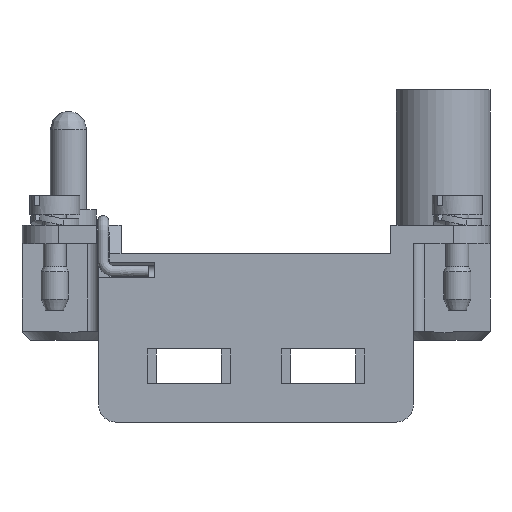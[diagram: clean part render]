
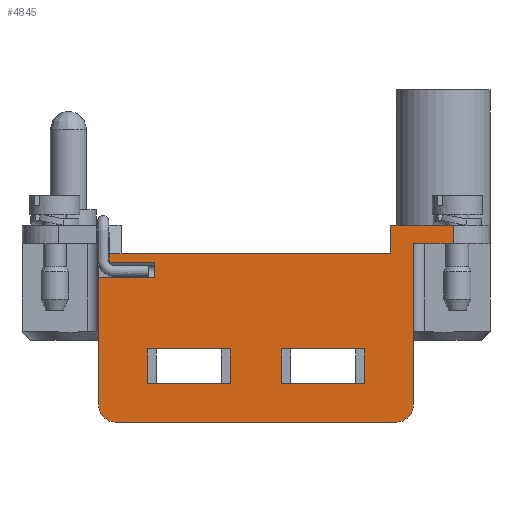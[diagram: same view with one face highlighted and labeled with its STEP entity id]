
A CAD part, front view. The second image highlights one B-rep face of the part: STEP entity #4845.
In plain terms, the highlighted planar face has unit normal (0, -1, 0).
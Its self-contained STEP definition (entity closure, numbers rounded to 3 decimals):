
#3246=LINE('',#18276,#4144);
#3336=LINE('',#18613,#4234);
#3337=LINE('',#18615,#4235);
#3338=LINE('',#18618,#4236);
#3339=LINE('',#18620,#4237);
#3340=LINE('',#18622,#4238);
#3341=LINE('',#18623,#4239);
#3342=LINE('',#18626,#4240);
#3343=LINE('',#18628,#4241);
#3344=LINE('',#18630,#4242);
#3345=LINE('',#18631,#4243);
#3346=LINE('',#18633,#4244);
#3347=LINE('',#18635,#4245);
#3348=LINE('',#18637,#4246);
#3349=LINE('',#18639,#4247);
#3350=LINE('',#18643,#4248);
#3351=LINE('',#18647,#4249);
#3352=LINE('',#18649,#4250);
#3353=LINE('',#18651,#4251);
#3354=LINE('',#18653,#4252);
#3355=LINE('',#18654,#4253);
#3356=LINE('',#18656,#4254);
#4144=VECTOR('',#14481,1.);
#4234=VECTOR('',#14663,1.);
#4235=VECTOR('',#14666,1.);
#4236=VECTOR('',#14667,1.);
#4237=VECTOR('',#14668,1.);
#4238=VECTOR('',#14669,1.);
#4239=VECTOR('',#14670,1.);
#4240=VECTOR('',#14671,1.);
#4241=VECTOR('',#14672,1.);
#4242=VECTOR('',#14673,1.);
#4243=VECTOR('',#14674,1.);
#4244=VECTOR('',#14675,1.);
#4245=VECTOR('',#14676,1.);
#4246=VECTOR('',#14677,1.);
#4247=VECTOR('',#14678,1.);
#4248=VECTOR('',#14681,1.);
#4249=VECTOR('',#14684,1.);
#4250=VECTOR('',#14685,1.);
#4251=VECTOR('',#14686,1.);
#4252=VECTOR('',#14687,1.);
#4253=VECTOR('',#14688,1.);
#4254=VECTOR('',#14689,1.);
#4845=ADVANCED_FACE('',(#5616,#5617,#5618),#5321,.F.);
#5321=PLANE('',#12979);
#5616=FACE_BOUND('',#6025,.T.);
#5617=FACE_BOUND('',#6026,.T.);
#5618=FACE_BOUND('',#6027,.T.);
#6025=EDGE_LOOP('',(#7839,#7840,#7841,#7842));
#6026=EDGE_LOOP('',(#7843,#7844,#7845,#7846));
#6027=EDGE_LOOP('',(#7847,#7848,#7849,#7850,#7851,#7852,#7853,#7854,#7855,
#7856,#7857,#7858,#7859,#7860,#7861,#7862));
#7839=ORIENTED_EDGE('',*,*,#11276,.T.);
#7840=ORIENTED_EDGE('',*,*,#11277,.T.);
#7841=ORIENTED_EDGE('',*,*,#11278,.T.);
#7842=ORIENTED_EDGE('',*,*,#11279,.T.);
#7843=ORIENTED_EDGE('',*,*,#11280,.T.);
#7844=ORIENTED_EDGE('',*,*,#11281,.T.);
#7845=ORIENTED_EDGE('',*,*,#11282,.T.);
#7846=ORIENTED_EDGE('',*,*,#11283,.T.);
#7847=ORIENTED_EDGE('',*,*,#11284,.F.);
#7848=ORIENTED_EDGE('',*,*,#11275,.F.);
#7849=ORIENTED_EDGE('',*,*,#11285,.T.);
#7850=ORIENTED_EDGE('',*,*,#11286,.F.);
#7851=ORIENTED_EDGE('',*,*,#11287,.F.);
#7852=ORIENTED_EDGE('',*,*,#11288,.T.);
#7853=ORIENTED_EDGE('',*,*,#11289,.T.);
#7854=ORIENTED_EDGE('',*,*,#11290,.T.);
#7855=ORIENTED_EDGE('',*,*,#11291,.T.);
#7856=ORIENTED_EDGE('',*,*,#11292,.F.);
#7857=ORIENTED_EDGE('',*,*,#11293,.F.);
#7858=ORIENTED_EDGE('',*,*,#11294,.F.);
#7859=ORIENTED_EDGE('',*,*,#11295,.T.);
#7860=ORIENTED_EDGE('',*,*,#11144,.T.);
#7861=ORIENTED_EDGE('',*,*,#11296,.F.);
#7862=ORIENTED_EDGE('',*,*,#11297,.F.);
#9906=VERTEX_POINT('',#18275);
#9907=VERTEX_POINT('',#18277);
#10018=VERTEX_POINT('',#18604);
#10022=VERTEX_POINT('',#18612);
#10023=VERTEX_POINT('',#18616);
#10024=VERTEX_POINT('',#18617);
#10025=VERTEX_POINT('',#18619);
#10026=VERTEX_POINT('',#18621);
#10027=VERTEX_POINT('',#18624);
#10028=VERTEX_POINT('',#18625);
#10029=VERTEX_POINT('',#18627);
#10030=VERTEX_POINT('',#18629);
#10031=VERTEX_POINT('',#18632);
#10032=VERTEX_POINT('',#18634);
#10033=VERTEX_POINT('',#18636);
#10034=VERTEX_POINT('',#18638);
#10035=VERTEX_POINT('',#18640);
#10036=VERTEX_POINT('',#18642);
#10037=VERTEX_POINT('',#18644);
#10038=VERTEX_POINT('',#18646);
#10039=VERTEX_POINT('',#18648);
#10040=VERTEX_POINT('',#18650);
#10041=VERTEX_POINT('',#18652);
#10042=VERTEX_POINT('',#18655);
#11144=EDGE_CURVE('',#9907,#9906,#3246,.T.);
#11275=EDGE_CURVE('',#10022,#10018,#3336,.T.);
#11276=EDGE_CURVE('',#10023,#10024,#3337,.T.);
#11277=EDGE_CURVE('',#10024,#10025,#3338,.T.);
#11278=EDGE_CURVE('',#10025,#10026,#3339,.T.);
#11279=EDGE_CURVE('',#10026,#10023,#3340,.T.);
#11280=EDGE_CURVE('',#10027,#10028,#3341,.T.);
#11281=EDGE_CURVE('',#10028,#10029,#3342,.T.);
#11282=EDGE_CURVE('',#10029,#10030,#3343,.T.);
#11283=EDGE_CURVE('',#10030,#10027,#3344,.T.);
#11284=EDGE_CURVE('',#10018,#10031,#3345,.T.);
#11285=EDGE_CURVE('',#10022,#10032,#3346,.T.);
#11286=EDGE_CURVE('',#10033,#10032,#3347,.T.);
#11287=EDGE_CURVE('',#10034,#10033,#3348,.T.);
#11288=EDGE_CURVE('',#10034,#10035,#3349,.T.);
#11289=EDGE_CURVE('',#10035,#10036,#12151,.T.);
#11290=EDGE_CURVE('',#10036,#10037,#3350,.T.);
#11291=EDGE_CURVE('',#10037,#10038,#12152,.T.);
#11292=EDGE_CURVE('',#10039,#10038,#3351,.T.);
#11293=EDGE_CURVE('',#10040,#10039,#3352,.T.);
#11294=EDGE_CURVE('',#10041,#10040,#3353,.T.);
#11295=EDGE_CURVE('',#10041,#9907,#3354,.T.);
#11296=EDGE_CURVE('',#10042,#9906,#3355,.T.);
#11297=EDGE_CURVE('',#10031,#10042,#3356,.T.);
#12151=CIRCLE('',#12977,1.88);
#12152=CIRCLE('',#12978,1.88);
#12977=AXIS2_PLACEMENT_3D('',#18641,#14679,#14680);
#12978=AXIS2_PLACEMENT_3D('',#18645,#14682,#14683);
#12979=AXIS2_PLACEMENT_3D('',#18657,#14690,#14691);
#14481=DIRECTION('',(-1.,0.,0.));
#14663=DIRECTION('',(0.,0.,1.));
#14666=DIRECTION('',(0.,0.,1.));
#14667=DIRECTION('',(1.,0.,0.));
#14668=DIRECTION('',(0.,0.,-1.));
#14669=DIRECTION('',(-1.,0.,0.));
#14670=DIRECTION('',(0.,0.,1.));
#14671=DIRECTION('',(1.,0.,0.));
#14672=DIRECTION('',(0.,0.,-1.));
#14673=DIRECTION('',(-1.,0.,0.));
#14674=DIRECTION('',(1.,0.,0.));
#14675=DIRECTION('',(1.,0.,0.));
#14676=DIRECTION('',(0.,0.,1.));
#14677=DIRECTION('',(1.,0.,0.));
#14678=DIRECTION('',(0.,0.,-1.));
#14679=DIRECTION('',(0.,-1.,0.));
#14680=DIRECTION('',(-1.,0.,0.));
#14681=DIRECTION('',(1.,0.,0.));
#14682=DIRECTION('',(0.,-1.,0.));
#14683=DIRECTION('',(-1.,0.,0.));
#14684=DIRECTION('',(0.,0.,-1.));
#14685=DIRECTION('',(-1.,0.,0.));
#14686=DIRECTION('',(-1.,0.,0.));
#14687=DIRECTION('',(0.,0.,1.));
#14688=DIRECTION('',(0.,0.,1.));
#14689=DIRECTION('',(1.,0.,0.));
#14690=DIRECTION('',(0.,1.,0.));
#14691=DIRECTION('',(0.,0.,-1.));
#18275=CARTESIAN_POINT('',(14.655,-17.2,2.));
#18276=CARTESIAN_POINT('',(14.655,-17.2,2.));
#18277=CARTESIAN_POINT('',(21.48,-17.2,2.));
#18604=CARTESIAN_POINT('',(-16.145,-17.2,-1.1));
#18612=CARTESIAN_POINT('',(-16.145,-17.2,-2.037));
#18613=CARTESIAN_POINT('',(-16.145,-17.2,2.));
#18615=CARTESIAN_POINT('',(-11.995,-17.2,-19.5));
#18616=CARTESIAN_POINT('',(-11.995,-17.2,-15.3));
#18617=CARTESIAN_POINT('',(-11.995,-17.2,-11.5));
#18618=CARTESIAN_POINT('',(-17.295,-17.2,-11.5));
#18619=CARTESIAN_POINT('',(-2.895,-17.2,-11.5));
#18620=CARTESIAN_POINT('',(-2.895,-17.2,-19.5));
#18621=CARTESIAN_POINT('',(-2.895,-17.2,-15.3));
#18622=CARTESIAN_POINT('',(-17.295,-17.2,-15.3));
#18623=CARTESIAN_POINT('',(2.705,-17.2,-19.5));
#18624=CARTESIAN_POINT('',(2.705,-17.2,-15.3));
#18625=CARTESIAN_POINT('',(2.705,-17.2,-11.5));
#18626=CARTESIAN_POINT('',(-17.295,-17.2,-11.5));
#18627=CARTESIAN_POINT('',(11.805,-17.2,-11.5));
#18628=CARTESIAN_POINT('',(11.805,-17.2,-19.5));
#18629=CARTESIAN_POINT('',(11.805,-17.2,-15.3));
#18630=CARTESIAN_POINT('',(-17.295,-17.2,-15.3));
#18631=CARTESIAN_POINT('',(-17.495,-17.2,-1.1));
#18632=CARTESIAN_POINT('',(-14.845,-17.2,-1.1));
#18633=CARTESIAN_POINT('',(-17.495,-17.2,-2.037));
#18634=CARTESIAN_POINT('',(-11.145,-17.2,-2.037));
#18635=CARTESIAN_POINT('',(-11.145,-17.2,-3.7));
#18636=CARTESIAN_POINT('',(-11.145,-17.2,-3.7));
#18637=CARTESIAN_POINT('',(-16.145,-17.2,-3.7));
#18638=CARTESIAN_POINT('',(-17.295,-17.2,-3.7));
#18639=CARTESIAN_POINT('',(-17.295,-17.2,-3.816));
#18640=CARTESIAN_POINT('',(-17.295,-17.2,-17.62));
#18641=CARTESIAN_POINT('',(-15.415,-17.2,-17.62));
#18642=CARTESIAN_POINT('',(-15.415,-17.2,-19.5));
#18643=CARTESIAN_POINT('',(-17.295,-17.2,-19.5));
#18644=CARTESIAN_POINT('',(15.225,-17.2,-19.5));
#18645=CARTESIAN_POINT('',(15.225,-17.2,-17.62));
#18646=CARTESIAN_POINT('',(17.105,-17.2,-17.62));
#18647=CARTESIAN_POINT('',(17.105,-17.2,-3.816));
#18648=CARTESIAN_POINT('',(17.105,-17.2,0.));
#18649=CARTESIAN_POINT('',(-17.295,-17.2,0.));
#18650=CARTESIAN_POINT('',(17.983,-17.2,0.));
#18651=CARTESIAN_POINT('',(25.48,-17.2,0.));
#18652=CARTESIAN_POINT('',(21.48,-17.2,0.));
#18653=CARTESIAN_POINT('',(21.48,-17.2,-19.5));
#18654=CARTESIAN_POINT('',(14.655,-17.2,-19.5));
#18655=CARTESIAN_POINT('',(14.655,-17.2,-1.1));
#18656=CARTESIAN_POINT('',(-17.295,-17.2,-1.1));
#18657=CARTESIAN_POINT('',(-17.295,-17.2,-19.5));
